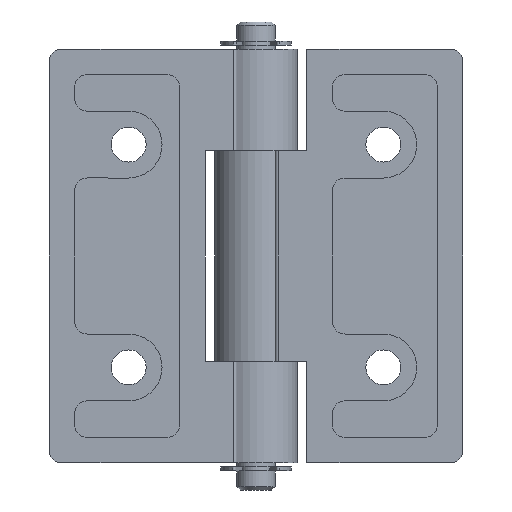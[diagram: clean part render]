
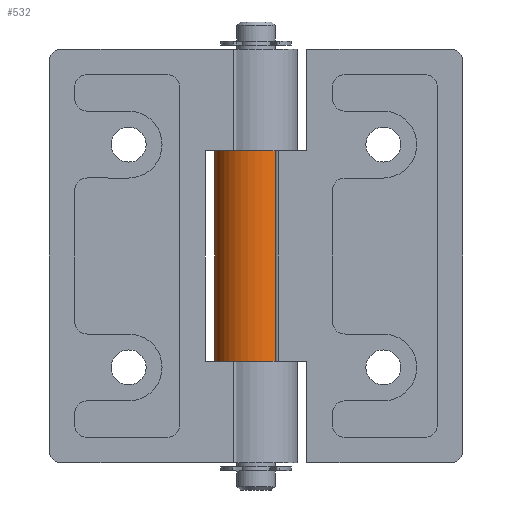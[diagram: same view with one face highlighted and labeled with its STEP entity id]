
A CAD part, front view. The second image highlights one B-rep face of the part: STEP entity #532.
In plain terms, the highlighted cylindrical face has radius 6.5 mm (diameter 13 mm), a partial arc.
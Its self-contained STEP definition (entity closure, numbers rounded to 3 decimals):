
#511 = ORIENTED_EDGE ( 'NONE', *, *, #512, .T. ) ;
#512 = EDGE_CURVE ( 'NONE', #540, #541, #2148, .T. ) ;
#513 = ORIENTED_EDGE ( 'NONE', *, *, #514, .F. ) ;
#514 = EDGE_CURVE ( 'NONE', #536, #541, #2143, .T. ) ;
#532 = ADVANCED_FACE ( 'NONE', ( #2172 ), #2170, .T. ) ;
#533 = EDGE_LOOP ( 'NONE', ( #534, #538, #511, #513 ) ) ;
#534 = ORIENTED_EDGE ( 'NONE', *, *, #535, .T. ) ;
#535 = EDGE_CURVE ( 'NONE', #536, #537, #2165, .T. ) ;
#536 = VERTEX_POINT ( 'NONE', #2226 ) ;
#537 = VERTEX_POINT ( 'NONE', #2225 ) ;
#538 = ORIENTED_EDGE ( 'NONE', *, *, #539, .T. ) ;
#539 = EDGE_CURVE ( 'NONE', #537, #540, #2224, .T. ) ;
#540 = VERTEX_POINT ( 'NONE', #2220 ) ;
#541 = VERTEX_POINT ( 'NONE', #2219 ) ;
#2140 = DIRECTION ( 'NONE',  ( 0., 0., -1. ) ) ;
#2141 = VECTOR ( 'NONE', #2140, 1000. ) ;
#2142 = CARTESIAN_POINT ( 'NONE',  ( 3., -5.766, 32.5 ) ) ;
#2143 = LINE ( 'NONE', #2142, #2141 ) ;
#2144 = DIRECTION ( 'NONE',  ( 1., 0., 0. ) ) ;
#2145 = DIRECTION ( 'NONE',  ( 0., 0., 1. ) ) ;
#2146 = CARTESIAN_POINT ( 'NONE',  ( 0., 0., -16.5 ) ) ;
#2147 = AXIS2_PLACEMENT_3D ( 'NONE', #2146, #2145, #2144 ) ;
#2148 = CIRCLE ( 'NONE', #2147, 6.5 ) ;
#2164 = AXIS2_PLACEMENT_3D ( 'NONE', #2171, #2228, #2227 ) ;
#2165 = CIRCLE ( 'NONE', #2164, 6.5 ) ;
#2166 = DIRECTION ( 'NONE',  ( -1., 0., 0. ) ) ;
#2167 = DIRECTION ( 'NONE',  ( 0., 0., -1. ) ) ;
#2168 = CARTESIAN_POINT ( 'NONE',  ( 0., 0., 32.5 ) ) ;
#2169 = AXIS2_PLACEMENT_3D ( 'NONE', #2168, #2167, #2166 ) ;
#2170 = CYLINDRICAL_SURFACE ( 'NONE', #2169, 6.5 ) ;
#2171 = CARTESIAN_POINT ( 'NONE',  ( 0., 0., 16.5 ) ) ;
#2172 = FACE_OUTER_BOUND ( 'NONE', #533, .T. ) ;
#2219 = CARTESIAN_POINT ( 'NONE',  ( 3., -5.766, -16.5 ) ) ;
#2220 = CARTESIAN_POINT ( 'NONE',  ( -6.5, 0., -16.5 ) ) ;
#2221 = DIRECTION ( 'NONE',  ( 0., 0., -1. ) ) ;
#2222 = VECTOR ( 'NONE', #2221, 1000. ) ;
#2223 = CARTESIAN_POINT ( 'NONE',  ( -6.5, 0., 32.5 ) ) ;
#2224 = LINE ( 'NONE', #2223, #2222 ) ;
#2225 = CARTESIAN_POINT ( 'NONE',  ( -6.5, 0., 16.5 ) ) ;
#2226 = CARTESIAN_POINT ( 'NONE',  ( 3., -5.766, 16.5 ) ) ;
#2227 = DIRECTION ( 'NONE',  ( -1., 0., 0. ) ) ;
#2228 = DIRECTION ( 'NONE',  ( 0., 0., -1. ) ) ;
